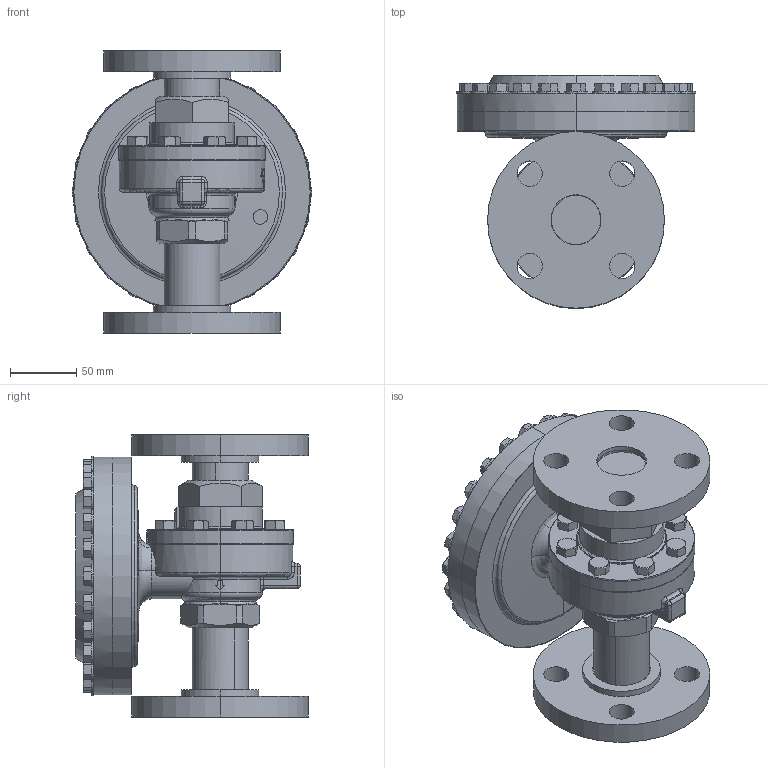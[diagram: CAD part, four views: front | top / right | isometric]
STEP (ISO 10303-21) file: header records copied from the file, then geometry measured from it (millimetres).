
FILE_DESCRIPTION (( 'STEP AP203' ), '1' );
FILE_NAME ('56-125-BR+DI-F3.step', '2017-10-04T15:18:13', ( '' ), ( '' ), 'SwSTEP 2.0', 'SolidWorks 2014', '' );
FILE_SCHEMA (( 'CONFIG_CONTROL_DESIGN' ));
Length unit declared in the file: inch
Products named in the file (1): 56-125-BR+DI-F3
Bounding box: 181 x 175.73 x 212.85 mm (x, y, z)
Volume: 2105455.5 mm3; surface area: 205123.3 mm2
Topology: 1 solids, 1 shells, 931 faces, 2264 edges, 1398 vertices
Faces by surface type: plane 412, cone 227, cylinder 152, bspline 106, torus 28, sphere 6
Entity records: 44718 total; most frequent: CARTESIAN_POINT 23871, ORIENTED_EDGE 4520, DIRECTION 4022, EDGE_CURVE 2260, AXIS2_PLACEMENT_3D 1596, VERTEX_POINT 1398, EDGE_LOOP 1016, ADVANCED_FACE 931
